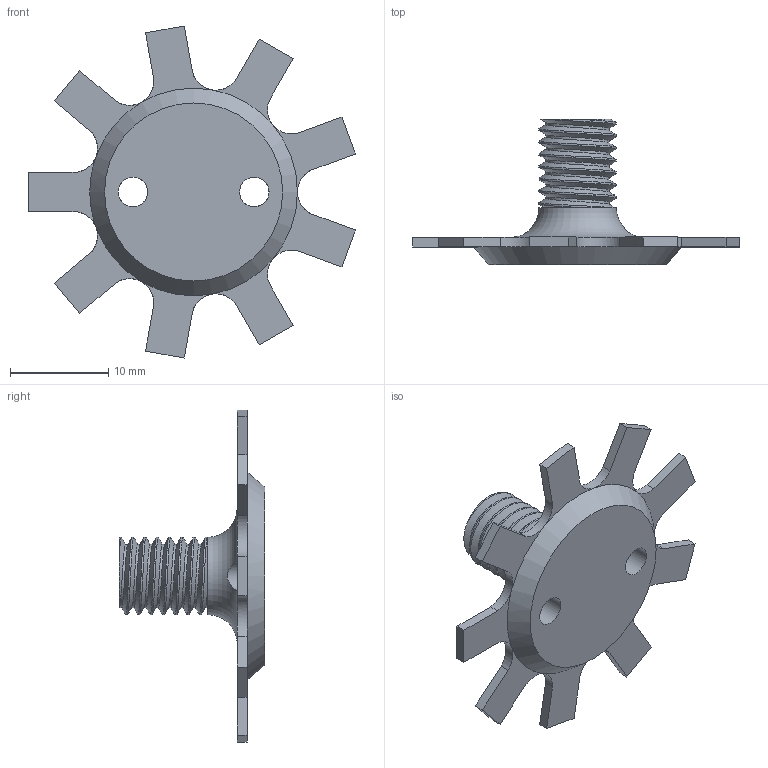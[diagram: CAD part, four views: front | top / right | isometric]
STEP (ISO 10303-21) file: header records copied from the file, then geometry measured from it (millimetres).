
FILE_DESCRIPTION(/* description */ (''),/* implementation_level */ '2;1');
FILE_NAME(/* name */ 'Vis Ronan v3.step',/* time_stamp */ '2023-04-17T11:30:26+02:00',/* author */ (''),/* organization */ (''),/* preprocessor_version */ 'ST-DEVELOPER v19.2',/* originating_system */ 'Autodesk Translation Framework v12.4.0.73',/* authorisation */ '');
FILE_SCHEMA (('AUTOMOTIVE_DESIGN { 1 0 10303 214 3 1 1 }'));
Length unit declared in the file: millimetre
Products named in the file (1): Vis Ronan
Bounding box: 33.23 x 14.8 x 33.74 mm (x, y, z)
Volume: 1650.8 mm3; surface area: 1807.4 mm2
Topology: 1 solids, 1 shells, 71 faces, 199 edges, 129 vertices
Faces by surface type: plane 40, cylinder 27, bspline 2, torus 1, cone 1
Full cylindrical faces by diameter (mm): 3 x2, 6.446 x3, 7.866 x5
Entity records: 3527 total; most frequent: CARTESIAN_POINT 1692, ORIENTED_EDGE 398, DIRECTION 353, EDGE_CURVE 199, VERTEX_POINT 129, AXIS2_PLACEMENT_3D 123, LINE 107, VECTOR 107
